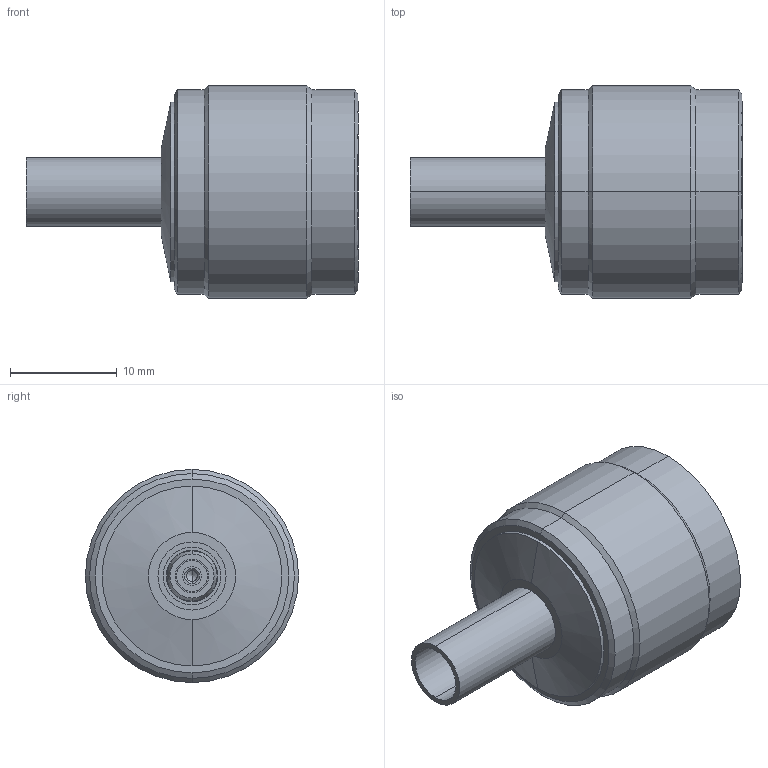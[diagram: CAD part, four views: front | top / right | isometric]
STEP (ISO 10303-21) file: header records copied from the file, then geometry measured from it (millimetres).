
FILE_DESCRIPTION (( 'STEP AP214' ), '1' );
FILE_NAME ('ANM-1700_3D.STEP', '2020-07-10T15:12:36', ( '' ), ( '' ), 'SwSTEP 2.0', 'SolidWorks 2018', '' );
FILE_SCHEMA (( 'AUTOMOTIVE_DESIGN' ));
Length unit declared in the file: inch
Products named in the file (5): ANM-1700-MA1; ANM-1700-MA3; ANM-1700-MA2; ANM-1700_NO PIN; ANM-1700_3D
Assembly tree (4 placements, depth 2):
  ANM-1700_3D
    ANM-1700_NO PIN
    ANM-1700-MA2
    ANM-1700-MA1
    ANM-1700-MA3
Bounding box: 31.16 x 20 x 20 mm (x, y, z)
Volume: 3842.1 mm3; surface area: 3698.5 mm2
Topology: 4 solids, 4 shells, 112 faces, 226 edges, 132 vertices
Faces by surface type: cylinder 48, cone 44, plane 18, sphere 2
Entity records: 3286 total; most frequent: DIRECTION 586, CARTESIAN_POINT 525, ORIENTED_EDGE 448, AXIS2_PLACEMENT_3D 247, EDGE_CURVE 224, VERTEX_POINT 132, EDGE_LOOP 132, CIRCLE 128
